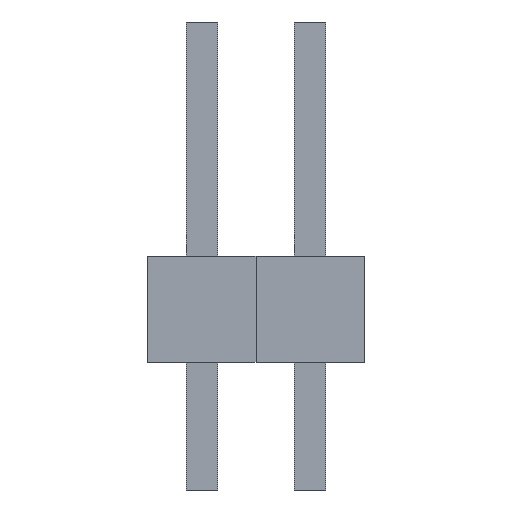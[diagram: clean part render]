
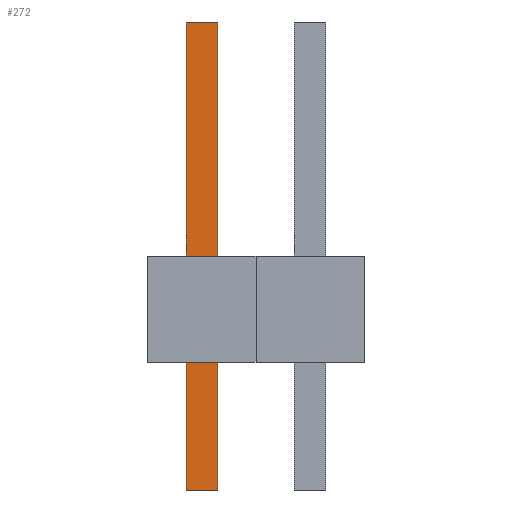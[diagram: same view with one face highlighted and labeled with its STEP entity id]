
A CAD part, front view. The second image highlights one B-rep face of the part: STEP entity #272.
In plain terms, the highlighted planar face has unit normal (0, -1, 0).
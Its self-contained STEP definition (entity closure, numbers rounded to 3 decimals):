
#13=DIRECTION('',(0.,0.,1.));
#14=DIRECTION('',(1.,0.,0.));
#113=VECTOR('',#13,1.);
#120=DIRECTION('',(0.,1.,0.));
#162=VECTOR('',#14,1.);
#226=EDGE_CURVE('',#227,#229,#231,.T.);
#227=VERTEX_POINT('',#228);
#228=CARTESIAN_POINT('',(-0.371,-0.371,-3.));
#229=VERTEX_POINT('',#230);
#230=CARTESIAN_POINT('',(-0.371,-0.371,8.));
#231=LINE('',#228,#113);
#250=ORIENTED_EDGE('',*,*,#251,.F.);
#251=EDGE_CURVE('',#252,#254,#256,.T.);
#252=VERTEX_POINT('',#253);
#253=CARTESIAN_POINT('',(0.371,-0.371,-3.));
#254=VERTEX_POINT('',#255);
#255=CARTESIAN_POINT('',(0.371,-0.371,8.));
#256=LINE('',#253,#113);
#272=ADVANCED_FACE('',(#273),#282,.F.);
#273=FACE_BOUND('',#274,.F.);
#274=EDGE_LOOP('',(#275,#278,#279,#250));
#275=ORIENTED_EDGE('',*,*,#276,.F.);
#276=EDGE_CURVE('',#227,#252,#277,.T.);
#277=LINE('',#228,#162);
#278=ORIENTED_EDGE('',*,*,#226,.T.);
#279=ORIENTED_EDGE('',*,*,#280,.T.);
#280=EDGE_CURVE('',#229,#254,#281,.T.);
#281=LINE('',#230,#162);
#282=PLANE('',#283);
#283=AXIS2_PLACEMENT_3D('',#228,#120,#13);
